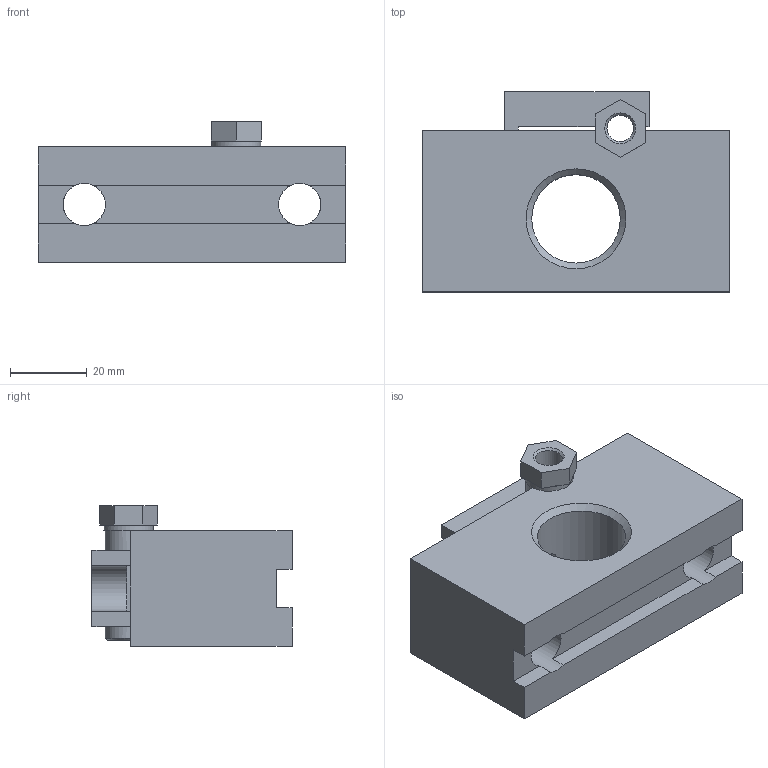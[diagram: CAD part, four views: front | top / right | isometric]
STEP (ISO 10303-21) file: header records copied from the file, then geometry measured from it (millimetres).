
FILE_DESCRIPTION(/* description */ ('STEP AP214'),/* implementation_level */ '2;1');
FILE_NAME(/* name */ '34582_YSRF-S-20-C',/* time_stamp */ '2024-09-18T13:45:45+02:00',/* author */ ('License CC BY-ND 4.0'),/* organization */ ('CADENAS'),/* preprocessor_version */ 'ST-DEVELOPER v19.3',/* originating_system */ 'PARTsolutions',/* authorisation */ ' ');
FILE_SCHEMA (('AUTOMOTIVE_DESIGN {1 0 10303 214 3 1 1}'));
Length unit declared in the file: millimetre
Products named in the file (1): 34582 YSRF-S-20-C
Bounding box: 80 x 52 x 36.5 mm (x, y, z)
Volume: 83204.3 mm3; surface area: 21421.4 mm2
Topology: 1 solids, 1 shells, 64 faces, 184 edges, 121 vertices
Faces by surface type: plane 44, cylinder 13, cone 7
Full cylindrical faces by diameter (mm): 4.134 x1, 6.917 x1, 11 x2, 12.8 x1, 23 x1
Entity records: 2049 total; most frequent: CARTESIAN_POINT 368, ORIENTED_EDGE 332, DIRECTION 332, EDGE_CURVE 166, LINE 120, VECTOR 120, VERTEX_POINT 115, AXIS2_PLACEMENT_3D 106
